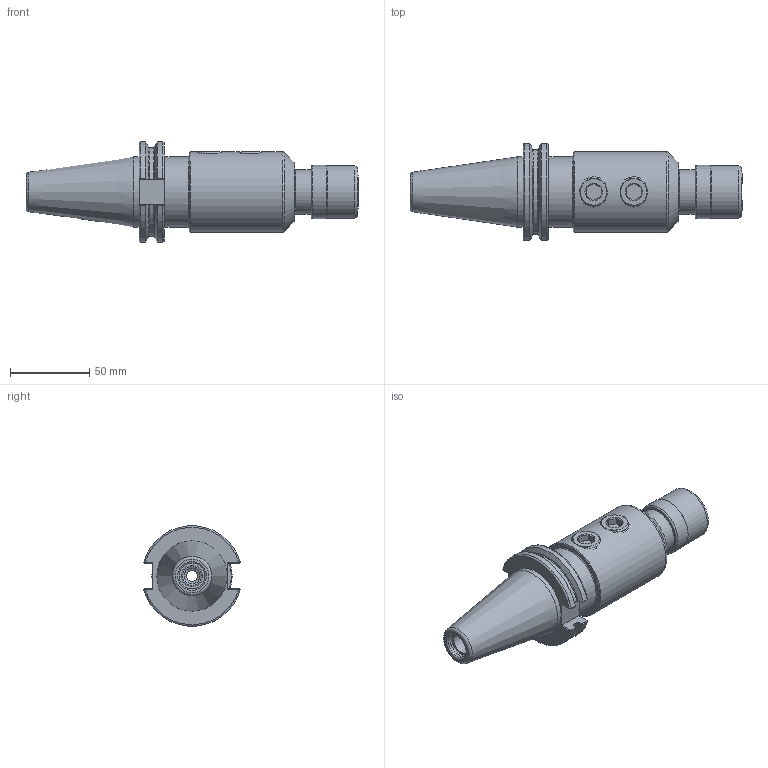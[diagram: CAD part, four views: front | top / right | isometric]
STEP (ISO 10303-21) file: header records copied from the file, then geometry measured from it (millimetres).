
FILE_DESCRIPTION(/* description */ (''),/* implementation_level */ '2;1');
FILE_NAME(/* name */ 'CAT40-RT1-0557.step',/* time_stamp */ '2023-07-13T11:27:17-05:00',/* author */ (''),/* organization */ (''),/* preprocessor_version */ 'ST-DEVELOPER v19.2',/* originating_system */ 'Autodesk Translation Framework v12.6.0.85',/* authorisation */ '');
FILE_SCHEMA (('AUTOMOTIVE_DESIGN { 1 0 10303 214 3 1 1 }'));
Length unit declared in the file: millimetre
Products named in the file (4): CAT40-RT1-0557; CAT40-EM100-0400; S100-RT1-0158; 91375A854_Alloy Steel Cup-Point Set Screw
Assembly tree (4 placements, depth 2):
  CAT40-RT1-0557
    CAT40-EM100-0400
    S100-RT1-0158
    91375A854_Alloy Steel Cup-Point Set Screw  x2
Bounding box: 209.85 x 61.14 x 63.31 mm (x, y, z)
Volume: 243420.8 mm3; surface area: 62155 mm2
Topology: 4 solids, 5 shells, 226 faces, 555 edges, 350 vertices
Faces by surface type: plane 72, cylinder 64, cone 44, torus 26, bspline 20
Full cylindrical faces by diameter (mm): 7 x1, 10 x2, 13.386 x1, 16.3 x1, 16.8 x1, 16.988 x12, 17.323 x2, 19 x1, 19.05 x10, 19.4 x1, 24.4 x1, 24.6 x1, 25 x4, 25.4 x2, 26.4 x1, 28 x2, 28.6 x1, 28.9 x1, 33.5 x1, 34 x1, 44.45 x2, 50.8 x1
Entity records: 7922 total; most frequent: CARTESIAN_POINT 3446, ORIENTED_EDGE 938, DIRECTION 883, EDGE_CURVE 469, AXIS2_PLACEMENT_3D 351, VERTEX_POINT 298, EDGE_LOOP 213, FACE_OUTER_BOUND 191
